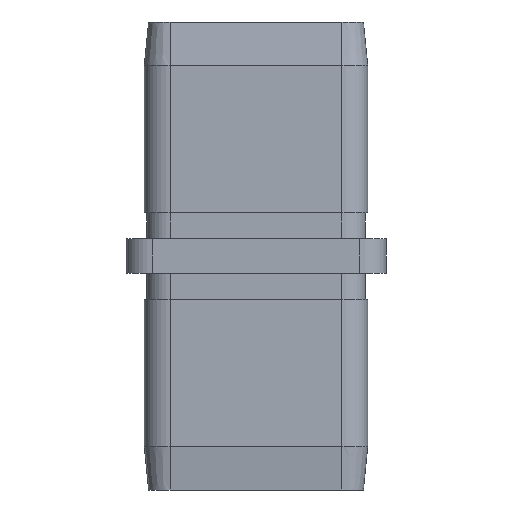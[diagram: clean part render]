
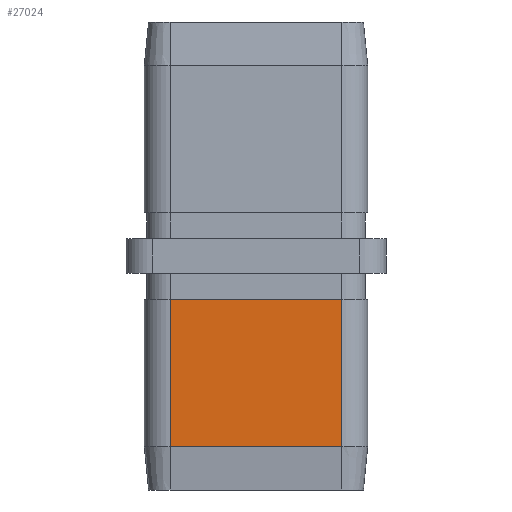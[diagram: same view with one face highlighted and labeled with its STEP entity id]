
A CAD part, left-side view. The second image highlights one B-rep face of the part: STEP entity #27024.
In plain terms, the highlighted planar face has unit normal (-1, 0, 0).
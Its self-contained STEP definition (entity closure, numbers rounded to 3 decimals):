
#1097 = VERTEX_POINT ( 'NONE', #2602 ) ;
#1324 = VECTOR ( 'NONE', #8414, 1000. ) ;
#1724 = VECTOR ( 'NONE', #22642, 1000. ) ;
#2602 = CARTESIAN_POINT ( 'NONE',  ( -12.9, 9.9, -5. ) ) ;
#3232 = VERTEX_POINT ( 'NONE', #13062 ) ;
#4409 = ORIENTED_EDGE ( 'NONE', *, *, #12263, .T. ) ;
#4957 = EDGE_CURVE ( 'NONE', #10112, #3232, #20296, .T. ) ;
#6712 = LINE ( 'NONE', #27122, #1724 ) ;
#6872 = CARTESIAN_POINT ( 'NONE',  ( -12.9, -9.9, -5. ) ) ;
#8414 = DIRECTION ( 'NONE',  ( 0., 0., 1. ) ) ;
#10112 = VERTEX_POINT ( 'NONE', #23886 ) ;
#10303 = LINE ( 'NONE', #6872, #14613 ) ;
#10559 = CARTESIAN_POINT ( 'NONE',  ( -12.9, -12.9, 27. ) ) ;
#10834 = ORIENTED_EDGE ( 'NONE', *, *, #26647, .T. ) ;
#10972 = AXIS2_PLACEMENT_3D ( 'NONE', #10559, #19125, #21268 ) ;
#12263 = EDGE_CURVE ( 'NONE', #1097, #14634, #12828, .T. ) ;
#12828 = LINE ( 'NONE', #26297, #23510 ) ;
#12995 = DIRECTION ( 'NONE',  ( 0., 1., 0. ) ) ;
#13062 = CARTESIAN_POINT ( 'NONE',  ( -12.9, -9.9, -5. ) ) ;
#14613 = VECTOR ( 'NONE', #12995, 1000. ) ;
#14634 = VERTEX_POINT ( 'NONE', #17330 ) ;
#14827 = PLANE ( 'NONE',  #10972 ) ;
#15374 = DIRECTION ( 'NONE',  ( 0., 0., -1. ) ) ;
#15616 = EDGE_CURVE ( 'NONE', #10112, #14634, #6712, .T. ) ;
#17330 = CARTESIAN_POINT ( 'NONE',  ( -12.9, 9.9, -22. ) ) ;
#19125 = DIRECTION ( 'NONE',  ( 1., 0., 0. ) ) ;
#20296 = LINE ( 'NONE', #21078, #1324 ) ;
#20714 = ORIENTED_EDGE ( 'NONE', *, *, #15616, .F. ) ;
#21078 = CARTESIAN_POINT ( 'NONE',  ( -12.9, -9.9, 27. ) ) ;
#21148 = ORIENTED_EDGE ( 'NONE', *, *, #4957, .T. ) ;
#21268 = DIRECTION ( 'NONE',  ( 0., 0., -1. ) ) ;
#22642 = DIRECTION ( 'NONE',  ( 0., 1., 0. ) ) ;
#23510 = VECTOR ( 'NONE', #15374, 1000. ) ;
#23886 = CARTESIAN_POINT ( 'NONE',  ( -12.9, -9.9, -22. ) ) ;
#24658 = FACE_OUTER_BOUND ( 'NONE', #25440, .T. ) ;
#25440 = EDGE_LOOP ( 'NONE', ( #20714, #21148, #10834, #4409 ) ) ;
#26297 = CARTESIAN_POINT ( 'NONE',  ( -12.9, 9.9, 27. ) ) ;
#26647 = EDGE_CURVE ( 'NONE', #3232, #1097, #10303, .T. ) ;
#27024 = ADVANCED_FACE ( 'NONE', ( #24658 ), #14827, .F. ) ;
#27122 = CARTESIAN_POINT ( 'NONE',  ( -12.9, -9.9, -22. ) ) ;
